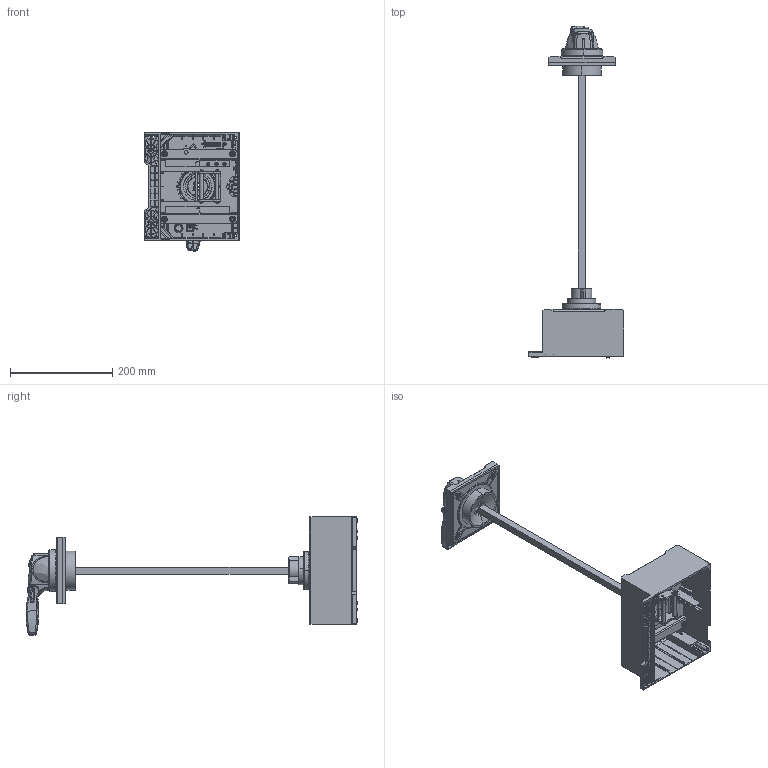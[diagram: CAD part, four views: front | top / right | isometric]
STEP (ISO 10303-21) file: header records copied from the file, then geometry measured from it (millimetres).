
FILE_DESCRIPTION(/* description */ (''),/* implementation_level */ '2;1');
FILE_NAME(/* name */ 'FILE_STP_CAD_DRAWING_3D_P5X18473_prt.stp',/* time_stamp */ '2025-04-04T10:54:13+02:00',/* author */ (''),/* organization */ (''),/* preprocessor_version */ 'ST-DEVELOPER v16.7',/* originating_system */ 'SIEMENS PLM Software NX 12.0',/* authorisation */ '');
FILE_SCHEMA (('AUTOMOTIVE_DESIGN { 1 0 10303 214 3 1 1 1 }'));
Products named in the file (1): 3D_P5X18473
Bounding box: 186.6 x 649.89 x 231.15 mm (x, y, z)
Surface area: 357442.9 mm2 (no closed solid volume)
Topology: 0 solids, 615 shells, 651 faces, 5887 edges, 5849 vertices
Faces by surface type: plane 436, cylinder 97, bspline 53, torus 43, cone 22
Entity records: 70979 total; most frequent: CARTESIAN_POINT 35854, ORIENTED_EDGE 5966, EDGE_CURVE 5887, VERTEX_POINT 5848, B_SPLINE_CURVE_WITH_KNOTS 5333, DIRECTION 1889, EDGE_LOOP 928, AXIS2_PLACEMENT_3D 827
